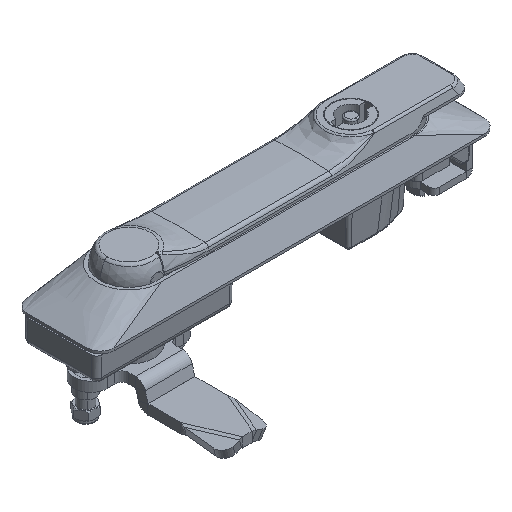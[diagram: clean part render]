
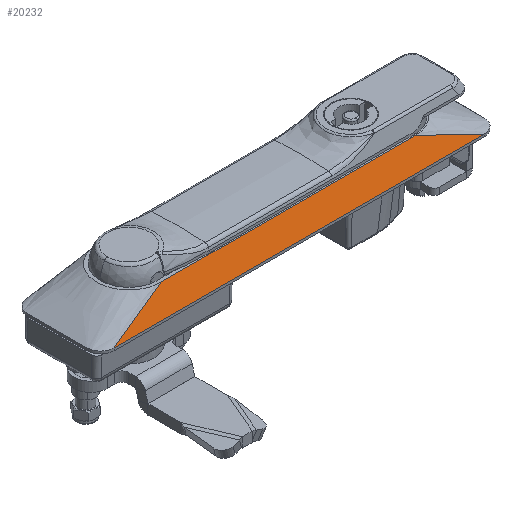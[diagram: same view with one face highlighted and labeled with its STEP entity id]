
A CAD part, isometric view. The second image highlights one B-rep face of the part: STEP entity #20232.
In plain terms, the highlighted free-form (B-spline) face has degree [1, 1] with [2, 2] control points.
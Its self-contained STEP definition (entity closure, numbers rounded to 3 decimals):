
#897 = CARTESIAN_POINT ( 'NONE',  ( 68.75, -17.5, 0. ) ) ;
#1258 = CARTESIAN_POINT ( 'NONE',  ( 47.208, -13.375, 8.25 ) ) ;
#1854 = CARTESIAN_POINT ( 'NONE',  ( 45.25, -13., 9. ) ) ;
#4355 = CARTESIAN_POINT ( 'NONE',  ( -79.292, -17.125, 0.75 ) ) ;
#4493 = CARTESIAN_POINT ( 'NONE',  ( -57.75, -13., 9. ) ) ;
#4790 = CARTESIAN_POINT ( 'NONE',  ( 68.75, -17.5, 0. ) ) ;
#4928 = CARTESIAN_POINT ( 'NONE',  ( -59.708, -13.375, 8.25 ) ) ;
#5927 = CARTESIAN_POINT ( 'NONE',  ( -23.417, -13., 9. ) ) ;
#6684 = CARTESIAN_POINT ( 'NONE',  ( -63.625, -14.125, 6.75 ) ) ;
#6762 = CARTESIAN_POINT ( 'NONE',  ( -57.75, -13., 9. ) ) ;
#7092 = CARTESIAN_POINT ( 'NONE',  ( 45.25, -13., 9. ) ) ;
#7653 = ORIENTED_EDGE ( 'NONE', *, *, #23706, .F. ) ;
#8098 = CARTESIAN_POINT ( 'NONE',  ( 51.125, -14.125, 6.75 ) ) ;
#8194 = B_SPLINE_CURVE_WITH_KNOTS ( 'NONE', 3,
 ( #4790, #20373, #11471, #27487 ),
 .UNSPECIFIED., .F., .F.,
 ( 4, 4 ),
 ( 0., 1. ),
 .UNSPECIFIED. ) ;
#8501 = VERTEX_POINT ( 'NONE', #897 ) ;
#9646 = B_SPLINE_CURVE_WITH_KNOTS ( 'NONE', 3,
 ( #18171, #4355, #24875, #13797, #6684, #4928, #4493 ),
 .UNSPECIFIED., .F., .F.,
 ( 4, 1, 1, 1, 4 ),
 ( 0., 0.25, 0.5, 0.75, 1. ),
 .UNSPECIFIED. ) ;
#10144 = CARTESIAN_POINT ( 'NONE',  ( 62.875, -16.375, 2.25 ) ) ;
#11471 = CARTESIAN_POINT ( 'NONE',  ( 18.709, -17.5, 0. ) ) ;
#12338 = FACE_OUTER_BOUND ( 'NONE', #24212, .T. ) ;
#12898 = CARTESIAN_POINT ( 'NONE',  ( 10.917, -13., 9. ) ) ;
#13797 = CARTESIAN_POINT ( 'NONE',  ( -69.5, -15.25, 4.5 ) ) ;
#13827 = B_SPLINE_CURVE_WITH_KNOTS ( 'NONE', 3,
 ( #14515, #1258, #8098, #16835, #10144, #23399, #16698 ),
 .UNSPECIFIED., .F., .F.,
 ( 4, 1, 1, 1, 4 ),
 ( 0., 0.25, 0.5, 0.75, 1. ),
 .UNSPECIFIED. ) ;
#13917 = EDGE_CURVE ( 'NONE', #18202, #16456, #23387, .T. ) ;
#13950 = CARTESIAN_POINT ( 'NONE',  ( -81.25, -17.5, 0. ) ) ;
#14515 = CARTESIAN_POINT ( 'NONE',  ( 45.25, -13., 9. ) ) ;
#14539 = CARTESIAN_POINT ( 'NONE',  ( 45.25, -13., 9. ) ) ;
#14826 = CARTESIAN_POINT ( 'NONE',  ( 68.75, -17.5, 0. ) ) ;
#15304 = VERTEX_POINT ( 'NONE', #13950 ) ;
#15821 = ORIENTED_EDGE ( 'NONE', *, *, #13917, .F. ) ;
#16456 = VERTEX_POINT ( 'NONE', #7092 ) ;
#16698 = CARTESIAN_POINT ( 'NONE',  ( 68.75, -17.5, 0. ) ) ;
#16835 = CARTESIAN_POINT ( 'NONE',  ( 57., -15.25, 4.5 ) ) ;
#17043 = ORIENTED_EDGE ( 'NONE', *, *, #27437, .F. ) ;
#18171 = CARTESIAN_POINT ( 'NONE',  ( -81.25, -17.5, 0. ) ) ;
#18202 = VERTEX_POINT ( 'NONE', #6762 ) ;
#20232 = ADVANCED_FACE ( 'NONE', ( #12338 ), #22911, .F. ) ;
#20373 = CARTESIAN_POINT ( 'NONE',  ( 68.709, -17.5, 0. ) ) ;
#21038 = ORIENTED_EDGE ( 'NONE', *, *, #28491, .F. ) ;
#22911 = B_SPLINE_SURFACE_WITH_KNOTS ( 'NONE', 1, 1, ( 
 ( #25598, #27635 ),
 ( #14539, #14826 ) ),
 .UNSPECIFIED., .F., .F., .F.,
 ( 2, 2 ),
 ( 2, 2 ),
 ( 0., 1. ),
 ( 0., 1. ),
 .UNSPECIFIED. ) ;
#23387 = B_SPLINE_CURVE_WITH_KNOTS ( 'NONE', 3,
 ( #23841, #5927, #12898, #1854 ),
 .UNSPECIFIED., .F., .F.,
 ( 4, 4 ),
 ( 0., 1. ),
 .UNSPECIFIED. ) ;
#23399 = CARTESIAN_POINT ( 'NONE',  ( 66.792, -17.125, 0.75 ) ) ;
#23706 = EDGE_CURVE ( 'NONE', #16456, #8501, #13827, .T. ) ;
#23841 = CARTESIAN_POINT ( 'NONE',  ( -57.75, -13., 9. ) ) ;
#24212 = EDGE_LOOP ( 'NONE', ( #15821, #17043, #21038, #7653 ) ) ;
#24875 = CARTESIAN_POINT ( 'NONE',  ( -75.375, -16.375, 2.25 ) ) ;
#25598 = CARTESIAN_POINT ( 'NONE',  ( -57.75, -13., 9. ) ) ;
#27437 = EDGE_CURVE ( 'NONE', #15304, #18202, #9646, .T. ) ;
#27487 = CARTESIAN_POINT ( 'NONE',  ( -81.25, -17.5, 0. ) ) ;
#27635 = CARTESIAN_POINT ( 'NONE',  ( -81.25, -17.5, 0. ) ) ;
#28491 = EDGE_CURVE ( 'NONE', #8501, #15304, #8194, .T. ) ;
